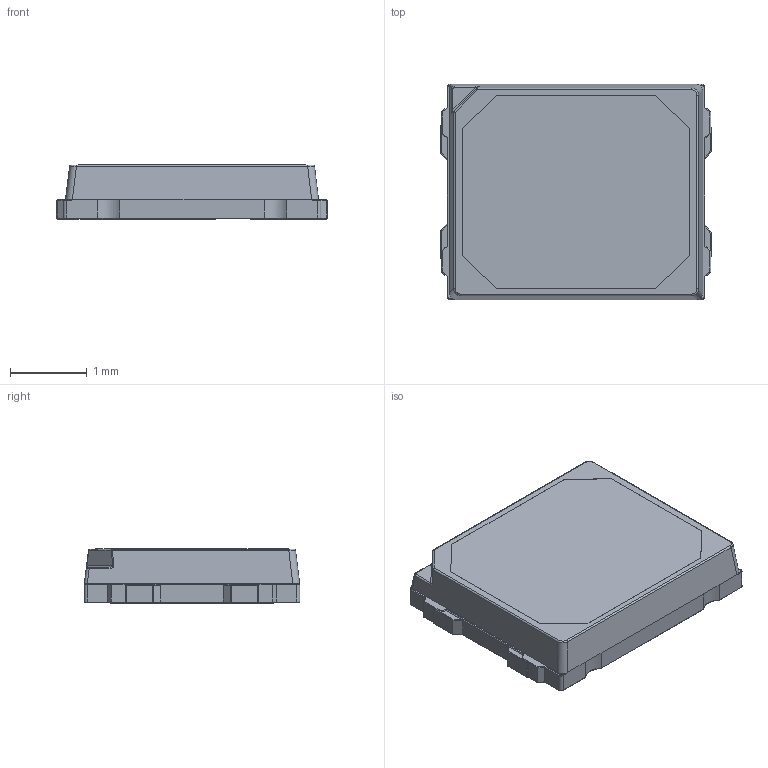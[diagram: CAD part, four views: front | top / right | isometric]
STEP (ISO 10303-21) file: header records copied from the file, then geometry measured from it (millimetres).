
FILE_DESCRIPTION(/* description */ (''),/* implementation_level */ '2;1');
FILE_NAME(/* name */ 'Cree - 2835 J.step',/* time_stamp */ '2019-12-02T17:43:14+00:00',/* author */ (''),/* organization */ (''),/* preprocessor_version */ 'ST-DEVELOPER v18',/* originating_system */ 'Autodesk Translation Framework v8.12.0.6',/* authorisation */ '');
FILE_SCHEMA (('AUTOMOTIVE_DESIGN { 1 0 10303 214 3 1 1 }'));
Length unit declared in the file: millimetre
Products named in the file (1): Cree - 2835
Bounding box: 3.52 x 2.8 x 0.7 mm (x, y, z)
Volume: 6.4 mm3; surface area: 26.8 mm2
Topology: 1 solids, 1 shells, 202 faces, 497 edges, 298 vertices
Faces by surface type: cylinder 96, plane 74, bspline 14, sphere 10, torus 8
Entity records: 6754 total; most frequent: CARTESIAN_POINT 1908, DIRECTION 999, ORIENTED_EDGE 994, EDGE_CURVE 497, AXIS2_PLACEMENT_3D 353, VERTEX_POINT 298, LINE 293, VECTOR 293
